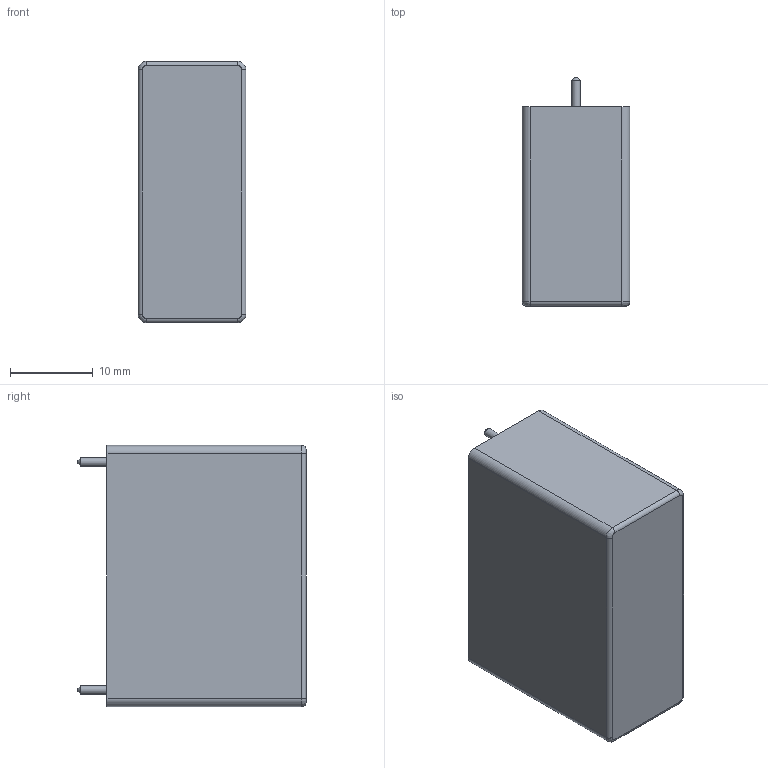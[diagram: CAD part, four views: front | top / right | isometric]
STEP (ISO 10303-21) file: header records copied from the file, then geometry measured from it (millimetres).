
FILE_DESCRIPTION((''),'2;1');
FILE_NAME('WIMA MKP 10.stp','2012-05-15T13:29:34',('RoDe'),(''),'Autodesk Inventor 2012','Autodesk Inventor 2012','');
FILE_SCHEMA(('AUTOMOTIVE_DESIGN { 1 0 10303 214 1 1 1 1 }'));
Length unit declared in the file: millimetre
Products named in the file (1): WIMA MKP 10
Bounding box: 13 x 27.5 x 31.5 mm (x, y, z)
Volume: 9808 mm3; surface area: 2913.9 mm2
Topology: 1 solids, 1 shells, 24 faces, 50 edges, 30 vertices
Faces by surface type: cylinder 10, plane 8, bspline 4, cone 2
Full cylindrical faces by diameter (mm): 1 x2
Entity records: 963 total; most frequent: CARTESIAN_POINT 421, DIRECTION 114, ORIENTED_EDGE 92, AXIS2_PLACEMENT_3D 47, EDGE_CURVE 46, VERTEX_POINT 30, EDGE_LOOP 30, CIRCLE 26
